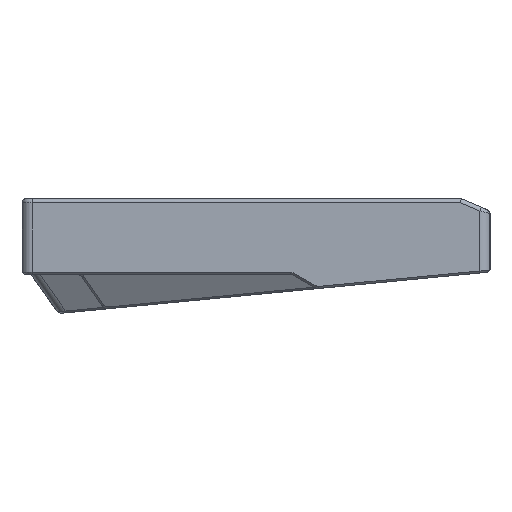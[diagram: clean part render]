
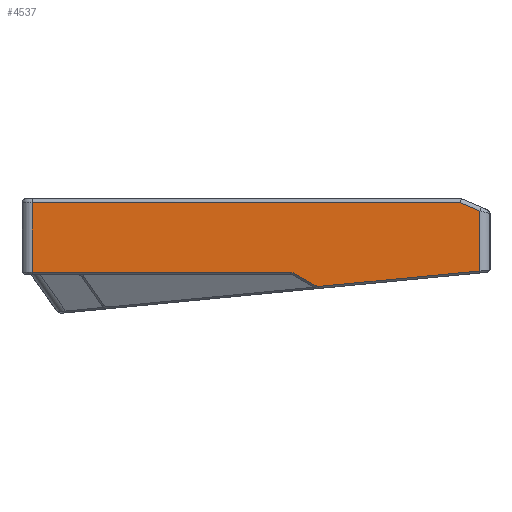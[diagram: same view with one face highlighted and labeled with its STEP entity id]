
A CAD part, left-side view. The second image highlights one B-rep face of the part: STEP entity #4537.
In plain terms, the highlighted planar face has unit normal (-1, 0, 0).
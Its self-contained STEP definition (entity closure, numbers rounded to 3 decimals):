
#91=B_SPLINE_CURVE_WITH_KNOTS('',3,(#8344,#8345,#8346,#8347),
 .UNSPECIFIED.,.F.,.F.,(4,4),(1.552,1.571),
 .UNSPECIFIED.);
#274=PLANE('',#4985);
#535=FACE_OUTER_BOUND('',#807,.T.);
#807=EDGE_LOOP('',(#4180,#4181,#4182,#4183,#4184,#4185,#4186,#4187,#4188,
#4189));
#1020=CIRCLE('',#4976,1.1);
#1021=CIRCLE('',#4979,2.1);
#1022=LINE('',#6261,#1399);
#1388=LINE('',#8325,#1765);
#1391=LINE('',#8351,#1768);
#1393=LINE('',#8358,#1770);
#1396=LINE('',#8365,#1773);
#1397=LINE('',#8367,#1774);
#1398=LINE('',#8369,#1775);
#1399=VECTOR('',#4990,10.);
#1765=VECTOR('',#6222,10.);
#1768=VECTOR('',#6227,10.);
#1770=VECTOR('',#6235,10.);
#1773=VECTOR('',#6244,10.);
#1774=VECTOR('',#6247,10.);
#1775=VECTOR('',#6250,10.);
#1776=VERTEX_POINT('',#6259);
#1777=VERTEX_POINT('',#6260);
#2173=VERTEX_POINT('',#8234);
#2181=VERTEX_POINT('',#8273);
#2182=VERTEX_POINT('',#8279);
#2187=VERTEX_POINT('',#8342);
#2188=VERTEX_POINT('',#8349);
#2189=VERTEX_POINT('',#8353);
#2190=VERTEX_POINT('',#8357);
#2191=VERTEX_POINT('',#8361);
#2192=EDGE_CURVE('',#1776,#1777,#1022,.T.);
#2843=EDGE_CURVE('',#1777,#2173,#1388,.T.);
#2845=EDGE_CURVE('',#2173,#2187,#91,.T.);
#2847=EDGE_CURVE('',#2187,#2188,#1391,.T.);
#2849=EDGE_CURVE('',#2188,#2189,#1020,.T.);
#2850=EDGE_CURVE('',#2189,#2190,#1393,.T.);
#2853=EDGE_CURVE('',#2190,#2191,#1021,.T.);
#2854=EDGE_CURVE('',#2191,#2181,#1396,.T.);
#2855=EDGE_CURVE('',#2181,#2182,#1397,.T.);
#2856=EDGE_CURVE('',#2182,#1776,#1398,.T.);
#4180=ORIENTED_EDGE('',*,*,#2192,.F.);
#4181=ORIENTED_EDGE('',*,*,#2856,.F.);
#4182=ORIENTED_EDGE('',*,*,#2855,.F.);
#4183=ORIENTED_EDGE('',*,*,#2854,.F.);
#4184=ORIENTED_EDGE('',*,*,#2853,.F.);
#4185=ORIENTED_EDGE('',*,*,#2850,.F.);
#4186=ORIENTED_EDGE('',*,*,#2849,.F.);
#4187=ORIENTED_EDGE('',*,*,#2847,.F.);
#4188=ORIENTED_EDGE('',*,*,#2845,.F.);
#4189=ORIENTED_EDGE('',*,*,#2843,.F.);
#4537=ADVANCED_FACE('',(#535),#274,.F.);
#4976=AXIS2_PLACEMENT_3D('',#8355,#6231,#6232);
#4979=AXIS2_PLACEMENT_3D('',#8363,#6240,#6241);
#4985=AXIS2_PLACEMENT_3D('',#8397,#6255,#6256);
#4990=DIRECTION('',(0.,-0.919,-0.394));
#6222=DIRECTION('',(0.,0.,-1.));
#6227=DIRECTION('',(0.,0.995,-0.096));
#6231=DIRECTION('center_axis',(1.,0.,0.));
#6232=DIRECTION('ref_axis',(0.,0.212,-0.977));
#6235=DIRECTION('',(0.,0.866,0.5));
#6240=DIRECTION('center_axis',(-1.,0.,0.));
#6241=DIRECTION('ref_axis',(0.,-0.259,0.966));
#6244=DIRECTION('',(0.,1.,0.));
#6247=DIRECTION('',(0.,0.,1.));
#6250=DIRECTION('',(0.,-1.,0.));
#6255=DIRECTION('center_axis',(1.,0.,0.));
#6256=DIRECTION('ref_axis',(0.,-1.,0.));
#6259=CARTESIAN_POINT('',(-4.275,-2.27,6.8));
#6260=CARTESIAN_POINT('',(-4.275,-6.975,4.783));
#6261=CARTESIAN_POINT('',(-4.275,41.452,25.538));
#8234=CARTESIAN_POINT('',(-4.275,-6.975,-9.838));
#8273=CARTESIAN_POINT('',(-4.275,102.225,-10.2));
#8279=CARTESIAN_POINT('',(-4.275,102.225,6.8));
#8325=CARTESIAN_POINT('',(-4.275,-6.975,7.8));
#8342=CARTESIAN_POINT('',(-4.275,-6.927,-9.843));
#8344=CARTESIAN_POINT('Ctrl Pts',(-4.275,-6.975,-9.838));
#8345=CARTESIAN_POINT('Ctrl Pts',(-4.275,-6.959,-9.84));
#8346=CARTESIAN_POINT('Ctrl Pts',(-4.275,-6.943,-9.841));
#8347=CARTESIAN_POINT('Ctrl Pts',(-4.275,-6.927,-9.843));
#8349=CARTESIAN_POINT('',(-4.275,32.322,-13.622));
#8351=CARTESIAN_POINT('',(-4.275,46.295,-14.968));
#8353=CARTESIAN_POINT('',(-4.275,32.978,-13.48));
#8355=CARTESIAN_POINT('Origin',(-4.275,32.428,-12.527));
#8357=CARTESIAN_POINT('',(-4.275,38.172,-10.481));
#8358=CARTESIAN_POINT('',(-4.275,64.269,4.586));
#8361=CARTESIAN_POINT('',(-4.275,39.222,-10.2));
#8363=CARTESIAN_POINT('Origin',(-4.275,39.222,-12.3));
#8365=CARTESIAN_POINT('',(-4.275,71.759,-10.2));
#8367=CARTESIAN_POINT('',(-4.275,102.225,7.8));
#8369=CARTESIAN_POINT('',(-4.275,76.175,6.8));
#8397=CARTESIAN_POINT('Origin',(-4.275,104.725,7.8));
